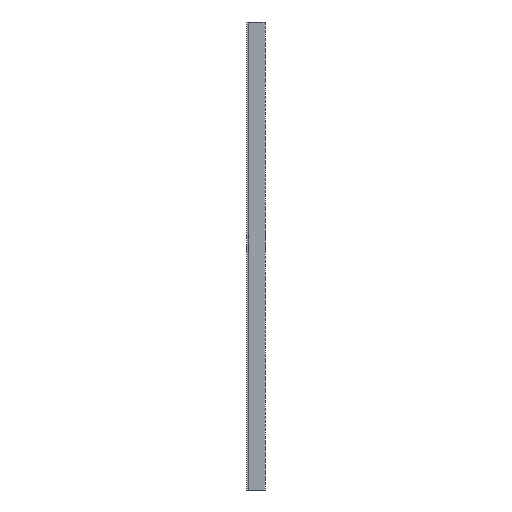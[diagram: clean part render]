
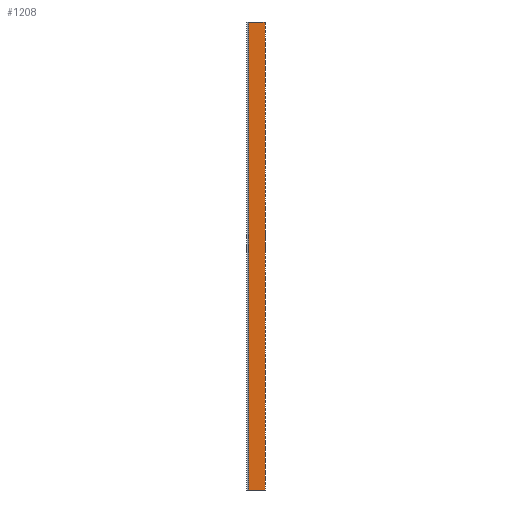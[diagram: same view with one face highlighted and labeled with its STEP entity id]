
A CAD part, left-side view. The second image highlights one B-rep face of the part: STEP entity #1208.
In plain terms, the highlighted planar face has unit normal (-1, 0, 0).
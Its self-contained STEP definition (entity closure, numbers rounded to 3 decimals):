
#334 = FACE_OUTER_BOUND ( 'NONE', #2828, .T. ) ;
#503 = ORIENTED_EDGE ( 'NONE', *, *, #15401, .T. ) ;
#793 = EDGE_CURVE ( 'NONE', #8743, #10951, #6846, .T. ) ;
#1072 = DIRECTION ( 'NONE',  ( 0., -1., 0. ) ) ;
#1208 = ADVANCED_FACE ( 'NONE', ( #334 ), #10962, .F. ) ;
#1539 = DIRECTION ( 'NONE',  ( 0., 0., 1. ) ) ;
#1904 = AXIS2_PLACEMENT_3D ( 'NONE', #5812, #9515, #16783 ) ;
#2135 = ORIENTED_EDGE ( 'NONE', *, *, #16893, .F. ) ;
#2395 = CARTESIAN_POINT ( 'NONE',  ( -30., 0., 1000. ) ) ;
#2631 = VECTOR ( 'NONE', #7164, 1000. ) ;
#2828 = EDGE_LOOP ( 'NONE', ( #2135, #503, #10628, #14715 ) ) ;
#3215 = CARTESIAN_POINT ( 'NONE',  ( -30., 70.293, 1000. ) ) ;
#4187 = VECTOR ( 'NONE', #1539, 1000. ) ;
#4900 = DIRECTION ( 'NONE',  ( 0., -1., 0. ) ) ;
#5526 = EDGE_CURVE ( 'NONE', #13560, #8743, #12229, .T. ) ;
#5812 = CARTESIAN_POINT ( 'NONE',  ( -30., 0., 1000. ) ) ;
#6846 = LINE ( 'NONE', #14116, #4187 ) ;
#7164 = DIRECTION ( 'NONE',  ( 0., 0., -1. ) ) ;
#7895 = CARTESIAN_POINT ( 'NONE',  ( -30., 0., -1000. ) ) ;
#8606 = VERTEX_POINT ( 'NONE', #11922 ) ;
#8743 = VERTEX_POINT ( 'NONE', #12290 ) ;
#8868 = LINE ( 'NONE', #3215, #2631 ) ;
#9017 = VECTOR ( 'NONE', #4900, 1000. ) ;
#9228 = LINE ( 'NONE', #2395, #9017 ) ;
#9515 = DIRECTION ( 'NONE',  ( 1., 0., 0. ) ) ;
#10628 = ORIENTED_EDGE ( 'NONE', *, *, #5526, .T. ) ;
#10951 = VERTEX_POINT ( 'NONE', #16680 ) ;
#10962 = PLANE ( 'NONE',  #1904 ) ;
#11922 = CARTESIAN_POINT ( 'NONE',  ( -30., 70.293, 1000. ) ) ;
#12023 = VECTOR ( 'NONE', #1072, 1000. ) ;
#12229 = LINE ( 'NONE', #7895, #12023 ) ;
#12290 = CARTESIAN_POINT ( 'NONE',  ( -30., 1.5, -1000. ) ) ;
#13560 = VERTEX_POINT ( 'NONE', #15888 ) ;
#14116 = CARTESIAN_POINT ( 'NONE',  ( -30., 1.5, 1000. ) ) ;
#14715 = ORIENTED_EDGE ( 'NONE', *, *, #793, .T. ) ;
#15401 = EDGE_CURVE ( 'NONE', #8606, #13560, #8868, .T. ) ;
#15888 = CARTESIAN_POINT ( 'NONE',  ( -30., 70.293, -1000. ) ) ;
#16680 = CARTESIAN_POINT ( 'NONE',  ( -30., 1.5, 1000. ) ) ;
#16783 = DIRECTION ( 'NONE',  ( 0., 0., -1. ) ) ;
#16893 = EDGE_CURVE ( 'NONE', #8606, #10951, #9228, .T. ) ;
